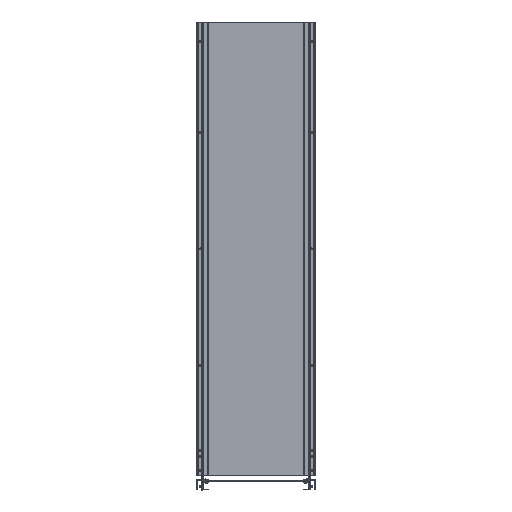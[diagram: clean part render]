
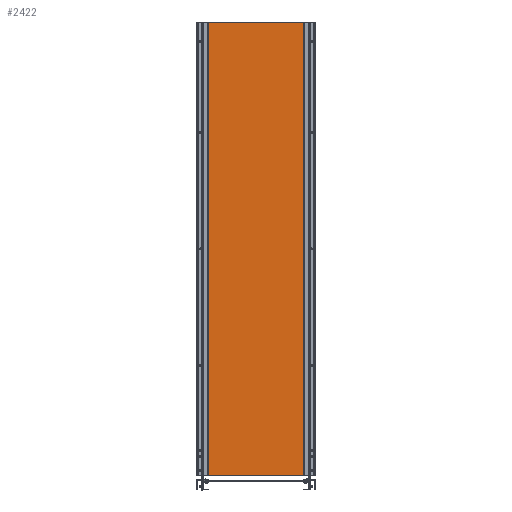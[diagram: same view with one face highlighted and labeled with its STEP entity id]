
A CAD part, left-side view. The second image highlights one B-rep face of the part: STEP entity #2422.
In plain terms, the highlighted face is planar.
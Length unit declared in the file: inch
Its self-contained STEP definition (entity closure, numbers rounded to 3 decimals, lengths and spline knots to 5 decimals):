
#18 = CARTESIAN_POINT ( 'NONE',  ( 0.098, 5.125, 0. ) ) ;
#62 = CIRCLE ( 'NONE', #2749, 0.098 ) ;
#145 = DIRECTION ( 'NONE',  ( 0., 0., 1. ) ) ;
#234 = FACE_BOUND ( 'NONE', #4401, .T. ) ;
#256 = CARTESIAN_POINT ( 'NONE',  ( 22.335, 5.125, 0. ) ) ;
#325 = EDGE_CURVE ( 'NONE', #5342, #3543, #793, .T. ) ;
#358 = CARTESIAN_POINT ( 'NONE',  ( -22.335, 5.125, 0. ) ) ;
#361 = EDGE_CURVE ( 'NONE', #2817, #832, #993, .T. ) ;
#408 = VERTEX_POINT ( 'NONE', #18 ) ;
#409 = DIRECTION ( 'NONE',  ( 0., 0., 1. ) ) ;
#452 = CARTESIAN_POINT ( 'NONE',  ( -23.335, 5.4375, 0. ) ) ;
#464 = FACE_BOUND ( 'NONE', #940, .T. ) ;
#498 = FACE_BOUND ( 'NONE', #3664, .T. ) ;
#508 = CARTESIAN_POINT ( 'NONE',  ( 22.237, 5.125, 0. ) ) ;
#638 = EDGE_CURVE ( 'NONE', #5347, #5085, #1042, .T. ) ;
#659 = DIRECTION ( 'NONE',  ( 1., 0., 0. ) ) ;
#660 = CIRCLE ( 'NONE', #5011, 0.098 ) ;
#672 = DIRECTION ( 'NONE',  ( -1., 0., 0. ) ) ;
#676 = CIRCLE ( 'NONE', #5020, 0.098 ) ;
#775 = CIRCLE ( 'NONE', #5006, 0.098 ) ;
#786 = DIRECTION ( 'NONE',  ( -1., 0., 0. ) ) ;
#792 = DIRECTION ( 'NONE',  ( 1., 0., 0. ) ) ;
#793 = CIRCLE ( 'NONE', #903, 0.098 ) ;
#806 = DIRECTION ( 'NONE',  ( 0., 0., 1. ) ) ;
#832 = VERTEX_POINT ( 'NONE', #3641 ) ;
#892 = AXIS2_PLACEMENT_3D ( 'NONE', #2703, #806, #4782 ) ;
#901 = EDGE_LOOP ( 'NONE', ( #4991, #3346 ) ) ;
#903 = AXIS2_PLACEMENT_3D ( 'NONE', #358, #3546, #1537 ) ;
#916 = VERTEX_POINT ( 'NONE', #1635 ) ;
#920 = EDGE_CURVE ( 'NONE', #916, #3493, #4093, .T. ) ;
#940 = EDGE_LOOP ( 'NONE', ( #3457, #2628 ) ) ;
#983 = DIRECTION ( 'NONE',  ( 0., 0., 1. ) ) ;
#993 = CIRCLE ( 'NONE', #1002, 0.098 ) ;
#998 = EDGE_LOOP ( 'NONE', ( #5873, #1919, #2675, #4877 ) ) ;
#1002 = AXIS2_PLACEMENT_3D ( 'NONE', #3093, #5443, #672 ) ;
#1042 = LINE ( 'NONE', #5710, #2583 ) ;
#1062 = VERTEX_POINT ( 'NONE', #4865 ) ;
#1132 = EDGE_CURVE ( 'NONE', #3493, #916, #2783, .T. ) ;
#1192 = AXIS2_PLACEMENT_3D ( 'NONE', #4670, #409, #5559 ) ;
#1194 = ORIENTED_EDGE ( 'NONE', *, *, #4192, .T. ) ;
#1195 = DIRECTION ( 'NONE',  ( 0., -1., 0. ) ) ;
#1239 = CARTESIAN_POINT ( 'NONE',  ( -23.335, -5.4375, 0. ) ) ;
#1316 = CARTESIAN_POINT ( 'NONE',  ( -23.335, 5.4375, 0. ) ) ;
#1383 = EDGE_CURVE ( 'NONE', #3543, #5342, #4636, .T. ) ;
#1518 = CARTESIAN_POINT ( 'NONE',  ( 22.433, 5.125, 0. ) ) ;
#1525 = EDGE_CURVE ( 'NONE', #5085, #3822, #5685, .T. ) ;
#1537 = DIRECTION ( 'NONE',  ( 1., 0., 0. ) ) ;
#1542 = EDGE_CURVE ( 'NONE', #1910, #4614, #62, .T. ) ;
#1635 = CARTESIAN_POINT ( 'NONE',  ( 22.433, -5.125, 0. ) ) ;
#1672 = VECTOR ( 'NONE', #4184, 39.37008 ) ;
#1693 = DIRECTION ( 'NONE',  ( 0., 0., 1. ) ) ;
#1718 = EDGE_CURVE ( 'NONE', #4614, #1910, #660, .T. ) ;
#1728 = ORIENTED_EDGE ( 'NONE', *, *, #4864, .T. ) ;
#1785 = DIRECTION ( 'NONE',  ( 1., 0., 0. ) ) ;
#1894 = LINE ( 'NONE', #5554, #1672 ) ;
#1902 = AXIS2_PLACEMENT_3D ( 'NONE', #4869, #2633, #1785 ) ;
#1910 = VERTEX_POINT ( 'NONE', #508 ) ;
#1919 = ORIENTED_EDGE ( 'NONE', *, *, #638, .F. ) ;
#1943 = ORIENTED_EDGE ( 'NONE', *, *, #920, .T. ) ;
#1989 = VERTEX_POINT ( 'NONE', #4788 ) ;
#2139 = FACE_OUTER_BOUND ( 'NONE', #998, .T. ) ;
#2159 = DIRECTION ( 'NONE',  ( 0., 0., 1. ) ) ;
#2292 = CIRCLE ( 'NONE', #4955, 0.098 ) ;
#2293 = CARTESIAN_POINT ( 'NONE',  ( 0., -5.125, 0. ) ) ;
#2313 = ORIENTED_EDGE ( 'NONE', *, *, #1132, .T. ) ;
#2422 = ADVANCED_FACE ( 'NONE', ( #4547, #2958, #4840, #498, #464, #234, #2139 ), #3223, .F. ) ;
#2426 = CARTESIAN_POINT ( 'NONE',  ( -0.098, -5.125, 0. ) ) ;
#2474 = DIRECTION ( 'NONE',  ( 0., 0., 1. ) ) ;
#2558 = DIRECTION ( 'NONE',  ( 0., 0., 1. ) ) ;
#2583 = VECTOR ( 'NONE', #4793, 39.37008 ) ;
#2628 = ORIENTED_EDGE ( 'NONE', *, *, #361, .T. ) ;
#2633 = DIRECTION ( 'NONE',  ( 0., 0., 1. ) ) ;
#2652 = VECTOR ( 'NONE', #3606, 39.37008 ) ;
#2675 = ORIENTED_EDGE ( 'NONE', *, *, #4959, .F. ) ;
#2703 = CARTESIAN_POINT ( 'NONE',  ( 22.335, -5.125, 0. ) ) ;
#2722 = ORIENTED_EDGE ( 'NONE', *, *, #1542, .T. ) ;
#2749 = AXIS2_PLACEMENT_3D ( 'NONE', #5616, #2558, #4460 ) ;
#2756 = CARTESIAN_POINT ( 'NONE',  ( 0., 5.125, 0. ) ) ;
#2783 = CIRCLE ( 'NONE', #892, 0.098 ) ;
#2817 = VERTEX_POINT ( 'NONE', #2426 ) ;
#2958 = FACE_BOUND ( 'NONE', #5835, .T. ) ;
#3023 = EDGE_CURVE ( 'NONE', #3822, #5586, #1894, .T. ) ;
#3058 = CARTESIAN_POINT ( 'NONE',  ( -22.433, -5.125, 0. ) ) ;
#3093 = CARTESIAN_POINT ( 'NONE',  ( 0., -5.125, 0. ) ) ;
#3134 = CARTESIAN_POINT ( 'NONE',  ( -22.335, -5.125, 0. ) ) ;
#3137 = EDGE_LOOP ( 'NONE', ( #1943, #2313 ) ) ;
#3223 = PLANE ( 'NONE',  #3788 ) ;
#3243 = ORIENTED_EDGE ( 'NONE', *, *, #4041, .T. ) ;
#3346 = ORIENTED_EDGE ( 'NONE', *, *, #325, .T. ) ;
#3457 = ORIENTED_EDGE ( 'NONE', *, *, #4701, .T. ) ;
#3493 = VERTEX_POINT ( 'NONE', #4599 ) ;
#3508 = ORIENTED_EDGE ( 'NONE', *, *, #1718, .T. ) ;
#3543 = VERTEX_POINT ( 'NONE', #3740 ) ;
#3546 = DIRECTION ( 'NONE',  ( 0., 0., 1. ) ) ;
#3606 = DIRECTION ( 'NONE',  ( 0., 1., 0. ) ) ;
#3618 = DIRECTION ( 'NONE',  ( 1., 0., 0. ) ) ;
#3641 = CARTESIAN_POINT ( 'NONE',  ( 0.098, -5.125, 0. ) ) ;
#3664 = EDGE_LOOP ( 'NONE', ( #1194, #3243 ) ) ;
#3674 = CARTESIAN_POINT ( 'NONE',  ( -22.335, -5.125, 0. ) ) ;
#3740 = CARTESIAN_POINT ( 'NONE',  ( -22.237, 5.125, 0. ) ) ;
#3756 = CARTESIAN_POINT ( 'NONE',  ( 23.335, -5.4375, 0. ) ) ;
#3788 = AXIS2_PLACEMENT_3D ( 'NONE', #452, #5019, #792 ) ;
#3822 = VERTEX_POINT ( 'NONE', #1239 ) ;
#3851 = LINE ( 'NONE', #3756, #2652 ) ;
#3968 = VECTOR ( 'NONE', #1195, 39.37008 ) ;
#4013 = CARTESIAN_POINT ( 'NONE',  ( 22.335, -5.125, 0. ) ) ;
#4041 = EDGE_CURVE ( 'NONE', #6034, #1989, #5488, .T. ) ;
#4093 = CIRCLE ( 'NONE', #4094, 0.098 ) ;
#4094 = AXIS2_PLACEMENT_3D ( 'NONE', #4013, #4461, #659 ) ;
#4110 = EDGE_CURVE ( 'NONE', #408, #1062, #5335, .T. ) ;
#4184 = DIRECTION ( 'NONE',  ( 1., 0., 0. ) ) ;
#4192 = EDGE_CURVE ( 'NONE', #1989, #6034, #775, .T. ) ;
#4401 = EDGE_LOOP ( 'NONE', ( #5111, #1728 ) ) ;
#4460 = DIRECTION ( 'NONE',  ( -1., 0., 0. ) ) ;
#4461 = DIRECTION ( 'NONE',  ( 0., 0., 1. ) ) ;
#4547 = FACE_BOUND ( 'NONE', #901, .T. ) ;
#4599 = CARTESIAN_POINT ( 'NONE',  ( 22.237, -5.125, 0. ) ) ;
#4614 = VERTEX_POINT ( 'NONE', #1518 ) ;
#4636 = CIRCLE ( 'NONE', #1192, 0.098 ) ;
#4670 = CARTESIAN_POINT ( 'NONE',  ( -22.335, 5.125, 0. ) ) ;
#4701 = EDGE_CURVE ( 'NONE', #832, #2817, #2292, .T. ) ;
#4782 = DIRECTION ( 'NONE',  ( 1., 0., 0. ) ) ;
#4788 = CARTESIAN_POINT ( 'NONE',  ( -22.237, -5.125, 0. ) ) ;
#4793 = DIRECTION ( 'NONE',  ( -1., 0., 0. ) ) ;
#4840 = FACE_BOUND ( 'NONE', #3137, .T. ) ;
#4864 = EDGE_CURVE ( 'NONE', #1062, #408, #676, .T. ) ;
#4865 = CARTESIAN_POINT ( 'NONE',  ( -0.098, 5.125, 0. ) ) ;
#4869 = CARTESIAN_POINT ( 'NONE',  ( 0., 5.125, 0. ) ) ;
#4877 = ORIENTED_EDGE ( 'NONE', *, *, #3023, .F. ) ;
#4955 = AXIS2_PLACEMENT_3D ( 'NONE', #2293, #983, #5261 ) ;
#4959 = EDGE_CURVE ( 'NONE', #5586, #5347, #3851, .T. ) ;
#4991 = ORIENTED_EDGE ( 'NONE', *, *, #1383, .T. ) ;
#5006 = AXIS2_PLACEMENT_3D ( 'NONE', #3134, #145, #5508 ) ;
#5011 = AXIS2_PLACEMENT_3D ( 'NONE', #256, #2159, #5084 ) ;
#5019 = DIRECTION ( 'NONE',  ( 0., 0., 1. ) ) ;
#5020 = AXIS2_PLACEMENT_3D ( 'NONE', #2756, #2474, #3618 ) ;
#5084 = DIRECTION ( 'NONE',  ( -1., 0., 0. ) ) ;
#5085 = VERTEX_POINT ( 'NONE', #1316 ) ;
#5111 = ORIENTED_EDGE ( 'NONE', *, *, #4110, .T. ) ;
#5208 = AXIS2_PLACEMENT_3D ( 'NONE', #3674, #1693, #786 ) ;
#5261 = DIRECTION ( 'NONE',  ( -1., 0., 0. ) ) ;
#5335 = CIRCLE ( 'NONE', #1902, 0.098 ) ;
#5342 = VERTEX_POINT ( 'NONE', #5979 ) ;
#5347 = VERTEX_POINT ( 'NONE', #5643 ) ;
#5443 = DIRECTION ( 'NONE',  ( 0., 0., 1. ) ) ;
#5463 = CARTESIAN_POINT ( 'NONE',  ( 23.335, -5.4375, 0. ) ) ;
#5488 = CIRCLE ( 'NONE', #5208, 0.098 ) ;
#5508 = DIRECTION ( 'NONE',  ( -1., 0., 0. ) ) ;
#5554 = CARTESIAN_POINT ( 'NONE',  ( 23.335, -5.4375, 0. ) ) ;
#5559 = DIRECTION ( 'NONE',  ( 1., 0., 0. ) ) ;
#5586 = VERTEX_POINT ( 'NONE', #5463 ) ;
#5616 = CARTESIAN_POINT ( 'NONE',  ( 22.335, 5.125, 0. ) ) ;
#5643 = CARTESIAN_POINT ( 'NONE',  ( 23.335, 5.4375, 0. ) ) ;
#5679 = CARTESIAN_POINT ( 'NONE',  ( -23.335, -5.4375, 0. ) ) ;
#5685 = LINE ( 'NONE', #5679, #3968 ) ;
#5710 = CARTESIAN_POINT ( 'NONE',  ( 23.335, 5.4375, 0. ) ) ;
#5835 = EDGE_LOOP ( 'NONE', ( #3508, #2722 ) ) ;
#5873 = ORIENTED_EDGE ( 'NONE', *, *, #1525, .F. ) ;
#5979 = CARTESIAN_POINT ( 'NONE',  ( -22.433, 5.125, 0. ) ) ;
#6034 = VERTEX_POINT ( 'NONE', #3058 ) ;
